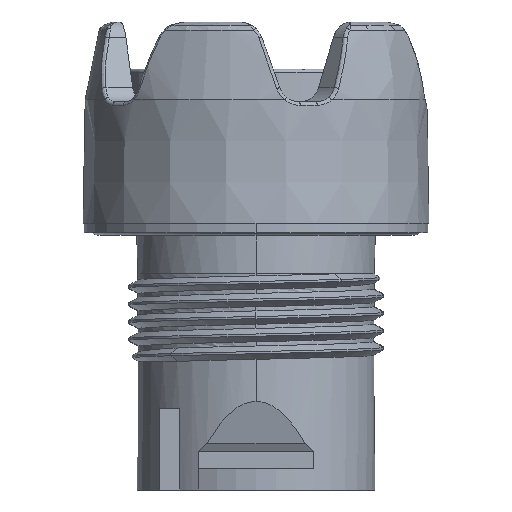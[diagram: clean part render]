
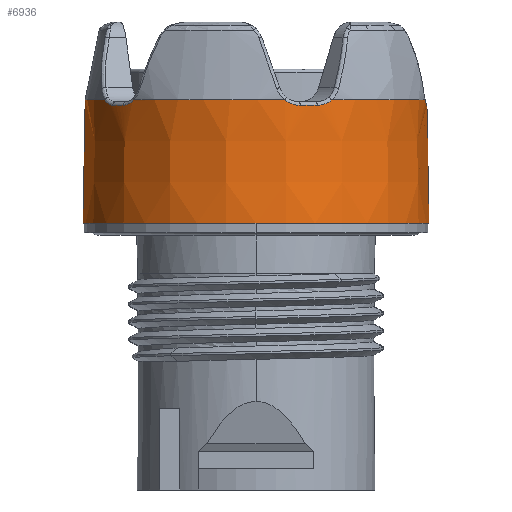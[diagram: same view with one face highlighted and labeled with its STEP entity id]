
A CAD part, front view. The second image highlights one B-rep face of the part: STEP entity #6936.
In plain terms, the highlighted conical face has half-angle 1 degrees and reference radius 14.708 mm.
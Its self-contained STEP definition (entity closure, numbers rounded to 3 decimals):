
#193=CARTESIAN_POINT('',(0.,0.,0.8));
#194=DIRECTION('',(0.,0.,1.));
#195=DIRECTION('',(-1.,0.,0.));
#196=AXIS2_PLACEMENT_3D('',#193,#194,#195);
#213=CARTESIAN_POINT('',(0.,0.,10.912));
#214=DIRECTION('',(0.,0.,1.));
#215=DIRECTION('',(0.999,-0.053,0.));
#216=AXIS2_PLACEMENT_3D('',#213,#214,#215);
#268=CARTESIAN_POINT('',(14.462,-2.11,11.367));
#269=CARTESIAN_POINT('',(14.469,-2.069,11.335));
#270=CARTESIAN_POINT('',(14.482,-1.985,11.274));
#271=CARTESIAN_POINT('',(14.501,-1.851,11.191));
#272=CARTESIAN_POINT('',(14.52,-1.709,11.118));
#273=CARTESIAN_POINT('',(14.538,-1.562,11.055));
#274=CARTESIAN_POINT('',(14.554,-1.411,11.004));
#275=CARTESIAN_POINT('',(14.569,-1.254,10.963));
#276=CARTESIAN_POINT('',(14.582,-1.093,10.934));
#277=CARTESIAN_POINT('',(14.594,-0.931,10.916));
#278=CARTESIAN_POINT('',(14.6,-0.823,10.912));
#279=CARTESIAN_POINT('',(14.603,-0.769,10.912));
#320=CARTESIAN_POINT('',(0.,0.,11.367));
#321=DIRECTION('',(0.,0.,1.));
#322=DIRECTION('',(0.443,-0.896,0.));
#323=AXIS2_PLACEMENT_3D('',#320,#321,#322);
#330=CARTESIAN_POINT('',(0.,0.,11.367));
#331=DIRECTION('',(0.,0.,1.));
#332=DIRECTION('',(-0.716,-0.698,0.));
#333=AXIS2_PLACEMENT_3D('',#330,#331,#332);
#335=CARTESIAN_POINT('',(0.,0.,11.367));
#336=DIRECTION('',(0.,0.,1.));
#337=DIRECTION('',(-1.,0.,0.));
#338=AXIS2_PLACEMENT_3D('',#335,#336,#337);
#974=CARTESIAN_POINT('',(6.476,-13.102,11.367));
#1004=CARTESIAN_POINT('',(5.244,-13.651,10.912));
#1005=CARTESIAN_POINT('',(5.295,-13.631,10.912));
#1006=CARTESIAN_POINT('',(5.396,-13.592,10.916));
#1007=CARTESIAN_POINT('',(5.547,-13.531,10.934));
#1008=CARTESIAN_POINT('',(5.695,-13.468,10.963));
#1009=CARTESIAN_POINT('',(5.839,-13.406,11.004));
#1010=CARTESIAN_POINT('',(5.978,-13.343,11.055));
#1011=CARTESIAN_POINT('',(6.112,-13.281,11.118));
#1012=CARTESIAN_POINT('',(6.24,-13.22,11.19));
#1013=CARTESIAN_POINT('',(6.362,-13.16,11.273));
#1014=CARTESIAN_POINT('',(6.439,-13.122,11.334));
#1015=CARTESIAN_POINT('',(6.476,-13.102,11.367));
#1027=CARTESIAN_POINT('',(0.,0.,10.912));
#1028=DIRECTION('',(0.,0.,1.));
#1029=DIRECTION('',(0.259,-0.966,0.));
#1030=AXIS2_PLACEMENT_3D('',#1027,#1028,#1029);
#1082=CARTESIAN_POINT('',(2.462,-14.407,11.367));
#1083=CARTESIAN_POINT('',(2.503,-14.4,11.335));
#1084=CARTESIAN_POINT('',(2.587,-14.387,11.274));
#1085=CARTESIAN_POINT('',(2.72,-14.364,11.192));
#1086=CARTESIAN_POINT('',(2.86,-14.338,11.119));
#1087=CARTESIAN_POINT('',(3.005,-14.309,11.056));
#1088=CARTESIAN_POINT('',(3.154,-14.278,11.004));
#1089=CARTESIAN_POINT('',(3.308,-14.244,10.963));
#1090=CARTESIAN_POINT('',(3.464,-14.207,10.934));
#1091=CARTESIAN_POINT('',(3.623,-14.168,10.916));
#1092=CARTESIAN_POINT('',(3.729,-14.14,10.912));
#1093=CARTESIAN_POINT('',(3.781,-14.126,10.912));
#1172=CARTESIAN_POINT('',(0.,0.,10.912));
#1173=DIRECTION('',(0.,0.,1.));
#1174=DIRECTION('',(-0.839,-0.544,0.));
#1175=AXIS2_PLACEMENT_3D('',#1172,#1173,#1174);
#1195=CARTESIAN_POINT('',(-11.362,-9.206,
10.912));
#1196=CARTESIAN_POINT('',(-11.328,-9.248,
10.912));
#1197=CARTESIAN_POINT('',(-11.259,-9.332,
10.916));
#1198=CARTESIAN_POINT('',(-11.154,-9.457,
10.934));
#1199=CARTESIAN_POINT('',(-11.049,-9.578,
10.963));
#1200=CARTESIAN_POINT('',(-10.945,-9.696,
11.004));
#1201=CARTESIAN_POINT('',(-10.842,-9.809,
11.056));
#1202=CARTESIAN_POINT('',(-10.742,-9.918,
11.118));
#1203=CARTESIAN_POINT('',(-10.644,-10.021,
11.191));
#1204=CARTESIAN_POINT('',(-10.549,-10.118,
11.274));
#1205=CARTESIAN_POINT('',(-10.489,-10.179,
11.335));
#1206=CARTESIAN_POINT('',(-10.46,-10.208,
11.367));
#1337=CARTESIAN_POINT('',(-12.941,-6.794,
11.367));
#1338=CARTESIAN_POINT('',(-12.922,-6.83,
11.335));
#1339=CARTESIAN_POINT('',(-12.883,-6.906,
11.274));
#1340=CARTESIAN_POINT('',(-12.82,-7.026,
11.191));
#1341=CARTESIAN_POINT('',(-12.752,-7.151,
11.119));
#1342=CARTESIAN_POINT('',(-12.68,-7.28,
11.056));
#1343=CARTESIAN_POINT('',(-12.604,-7.412,
11.004));
#1344=CARTESIAN_POINT('',(-12.525,-7.547,10.963));
#1345=CARTESIAN_POINT('',(-12.442,-7.684,
10.934));
#1346=CARTESIAN_POINT('',(-12.356,-7.823,
10.916));
#1347=CARTESIAN_POINT('',(-12.296,-7.915,
10.912));
#1348=CARTESIAN_POINT('',(-12.266,-7.962,
10.912));
#1751=DIRECTION('',(-0.017,0.,-1.));
#1752=VECTOR('',#1751,10.568);
#1753=CARTESIAN_POINT('',(-14.616,0.,11.367));
#1754=LINE('',#1753,#1752);
#1755=DIRECTION('',(0.017,0.,-1.));
#1756=VECTOR('',#1755,10.114);
#1757=CARTESIAN_POINT('',(14.623,0.,10.912));
#1758=LINE('',#1757,#1756);
#6388=CARTESIAN_POINT('',(-14.8,0.,0.8));
#6389=CARTESIAN_POINT('',(14.8,0.,0.8));
#6390=VERTEX_POINT('',#6388);
#6391=VERTEX_POINT('',#6389);
#6392=CARTESIAN_POINT('',(-14.616,0.,11.367));
#6393=VERTEX_POINT('',#6392);
#6407=CARTESIAN_POINT('',(14.623,0.,10.912));
#6408=VERTEX_POINT('',#6407);
#6409=CARTESIAN_POINT('',(14.603,-0.769,
10.912));
#6410=VERTEX_POINT('',#6409);
#6413=VERTEX_POINT('',#268);
#6461=VERTEX_POINT('',#974);
#6463=VERTEX_POINT('',#1004);
#6466=CARTESIAN_POINT('',(3.781,-14.126,10.912));
#6467=VERTEX_POINT('',#6466);
#6469=VERTEX_POINT('',#1082);
#6479=CARTESIAN_POINT('',(-12.941,-6.794,
11.367));
#6480=VERTEX_POINT('',#6479);
#6481=CARTESIAN_POINT('',(-10.46,-10.208,
11.367));
#6482=VERTEX_POINT('',#6481);
#6556=VERTEX_POINT('',#1195);
#6559=CARTESIAN_POINT('',(-12.266,-7.962,
10.912));
#6560=VERTEX_POINT('',#6559);
#6902=CARTESIAN_POINT('',(0.,0.,6.083));
#6903=DIRECTION('',(0.,0.,-1.));
#6904=DIRECTION('',(1.,0.,0.));
#6905=AXIS2_PLACEMENT_3D('',#6902,#6903,#6904);
#6906=CONICAL_SURFACE('',#6905,14.708,1.);
#6908=ORIENTED_EDGE('',*,*,#6907,.T.);
#6910=ORIENTED_EDGE('',*,*,#6909,.T.);
#6911=ORIENTED_EDGE('',*,*,#6891,.F.);
#6913=ORIENTED_EDGE('',*,*,#6912,.F.);
#6915=ORIENTED_EDGE('',*,*,#6914,.T.);
#6917=ORIENTED_EDGE('',*,*,#6916,.T.);
#6919=ORIENTED_EDGE('',*,*,#6918,.T.);
#6921=ORIENTED_EDGE('',*,*,#6920,.T.);
#6923=ORIENTED_EDGE('',*,*,#6922,.T.);
#6925=ORIENTED_EDGE('',*,*,#6924,.T.);
#6927=ORIENTED_EDGE('',*,*,#6926,.T.);
#6929=ORIENTED_EDGE('',*,*,#6928,.T.);
#6931=ORIENTED_EDGE('',*,*,#6930,.T.);
#6933=ORIENTED_EDGE('',*,*,#6932,.T.);
#6934=EDGE_LOOP('',(#6908,#6910,#6911,#6913,#6915,#6917,#6919,#6921,#6923,#6925,
#6927,#6929,#6931,#6933));
#6935=FACE_OUTER_BOUND('',#6934,.F.);
#6936=ADVANCED_FACE('',(#6935),#6906,.T.);
#197=CIRCLE('',#196,14.8);
#217=CIRCLE('',#216,14.623);
#280=B_SPLINE_CURVE_WITH_KNOTS('',3,(#268,#269,#270,#271,#272,#273,#274,#275,
#276,#277,#278,#279),.UNSPECIFIED.,.F.,.F.,(4,1,1,1,1,1,1,1,1,4),(0.,
0.111,0.222,0.333,0.444,
0.556,0.667,0.778,0.889,1.),
.UNSPECIFIED.);
#324=CIRCLE('',#323,14.616);
#334=CIRCLE('',#333,14.616);
#339=CIRCLE('',#338,14.616);
#1016=B_SPLINE_CURVE_WITH_KNOTS('',3,(#1004,#1005,#1006,#1007,#1008,#1009,#1010,
#1011,#1012,#1013,#1014,#1015),.UNSPECIFIED.,.F.,.F.,(4,1,1,1,1,1,1,1,1,4),
(0.,0.111,0.222,0.333,0.444,
0.556,0.667,0.778,0.889,1.),
.UNSPECIFIED.);
#1031=CIRCLE('',#1030,14.623);
#1094=B_SPLINE_CURVE_WITH_KNOTS('',3,(#1082,#1083,#1084,#1085,#1086,#1087,#1088,
#1089,#1090,#1091,#1092,#1093),.UNSPECIFIED.,.F.,.F.,(4,1,1,1,1,1,1,1,1,4),
(0.,0.111,0.222,0.333,0.444,
0.556,0.667,0.778,0.889,1.),
.UNSPECIFIED.);
#1176=CIRCLE('',#1175,14.623);
#1207=B_SPLINE_CURVE_WITH_KNOTS('',3,(#1195,#1196,#1197,#1198,#1199,#1200,#1201,
#1202,#1203,#1204,#1205,#1206),.UNSPECIFIED.,.F.,.F.,(4,1,1,1,1,1,1,1,1,4),
(0.,0.111,0.222,0.333,0.444,
0.556,0.667,0.778,0.889,1.),
.UNSPECIFIED.);
#1349=B_SPLINE_CURVE_WITH_KNOTS('',3,(#1337,#1338,#1339,#1340,#1341,#1342,#1343,
#1344,#1345,#1346,#1347,#1348),.UNSPECIFIED.,.F.,.F.,(4,1,1,1,1,1,1,1,1,4),
(0.,0.111,0.222,0.333,0.444,
0.556,0.667,0.778,0.889,1.),
.UNSPECIFIED.);
#6891=EDGE_CURVE('',#6390,#6391,#197,.T.);
#6907=EDGE_CURVE('',#6410,#6408,#217,.T.);
#6909=EDGE_CURVE('',#6408,#6391,#1758,.T.);
#6912=EDGE_CURVE('',#6393,#6390,#1754,.T.);
#6914=EDGE_CURVE('',#6393,#6480,#339,.T.);
#6916=EDGE_CURVE('',#6480,#6560,#1349,.T.);
#6918=EDGE_CURVE('',#6560,#6556,#1176,.T.);
#6920=EDGE_CURVE('',#6556,#6482,#1207,.T.);
#6922=EDGE_CURVE('',#6482,#6469,#334,.T.);
#6924=EDGE_CURVE('',#6469,#6467,#1094,.T.);
#6926=EDGE_CURVE('',#6467,#6463,#1031,.T.);
#6928=EDGE_CURVE('',#6463,#6461,#1016,.T.);
#6930=EDGE_CURVE('',#6461,#6413,#324,.T.);
#6932=EDGE_CURVE('',#6413,#6410,#280,.T.);
